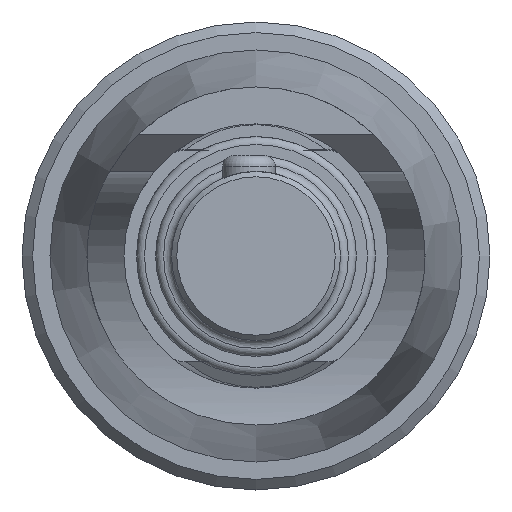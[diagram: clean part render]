
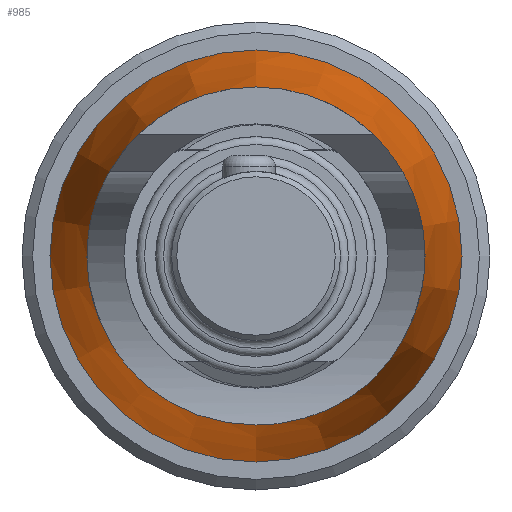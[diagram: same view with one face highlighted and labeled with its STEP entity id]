
A CAD part, left-side view. The second image highlights one B-rep face of the part: STEP entity #985.
In plain terms, the highlighted conical face has half-angle 9.926 degrees and reference radius 19.5 mm.
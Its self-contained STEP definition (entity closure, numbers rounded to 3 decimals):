
#161=CONICAL_SURFACE('',#1098,19.5,0.173);
#182=B_SPLINE_CURVE_WITH_KNOTS('',3,(#1684,#1685,#1686,#1687,#1688,#1689,
#1690,#1691,#1692,#1693,#1694),.UNSPECIFIED.,.F.,.U.,(4,1,1,1,1,1,1,1,4),
(0.,0.004,0.008,0.013,
0.017,0.021,0.025,0.029,
0.033),.UNSPECIFIED.);
#265=CIRCLE('',#1097,19.5);
#266=CIRCLE('',#1099,16.);
#335=VERTEX_POINT('',#1679);
#336=VERTEX_POINT('',#1680);
#337=VERTEX_POINT('',#1683);
#338=VERTEX_POINT('',#1695);
#339=VERTEX_POINT('',#1697);
#340=VERTEX_POINT('',#1698);
#380=VECTOR('',#1332,1.);
#419=LINE('',#1682,#380);
#536=EDGE_CURVE('',#335,#336,#265,.T.);
#537=EDGE_CURVE('',#336,#335,#265,.T.);
#538=EDGE_CURVE('',#335,#337,#419,.T.);
#539=EDGE_CURVE('',#337,#338,#182,.T.);
#540=EDGE_CURVE('',#339,#338,#266,.T.);
#541=EDGE_CURVE('',#340,#339,#266,.T.);
#542=EDGE_CURVE('',#340,#337,#182,.T.);
#777=ORIENTED_EDGE('',*,*,#538,.T.);
#778=ORIENTED_EDGE('',*,*,#539,.T.);
#779=ORIENTED_EDGE('',*,*,#540,.F.);
#780=ORIENTED_EDGE('',*,*,#541,.F.);
#781=ORIENTED_EDGE('',*,*,#542,.T.);
#782=ORIENTED_EDGE('',*,*,#538,.F.);
#783=ORIENTED_EDGE('',*,*,#536,.T.);
#784=ORIENTED_EDGE('',*,*,#537,.T.);
#867=EDGE_LOOP('',(#777,#778,#779,#780,#781,#782,#783,#784));
#928=FACE_BOUND('',#867,.T.);
#985=ADVANCED_FACE('',(#928),#161,.T.);
#1097=AXIS2_PLACEMENT_3D('',#1678,#1328,#1329);
#1098=AXIS2_PLACEMENT_3D('',#1681,#1330,#1331);
#1099=AXIS2_PLACEMENT_3D('',#1696,#1333,#1334);
#1328=DIRECTION('',(-1.,0.,0.));
#1329=DIRECTION('',(0.,0.,19.5));
#1330=DIRECTION('',(1.,0.,0.));
#1331=DIRECTION('',(0.,0.,-19.5));
#1332=DIRECTION('',(-0.985,0.,0.172));
#1333=DIRECTION('',(-1.,0.,0.));
#1334=DIRECTION('',(0.,0.,16.));
#1678=CARTESIAN_POINT('',(-71.,0.,0.));
#1679=CARTESIAN_POINT('',(-71.,0.,-19.5));
#1680=CARTESIAN_POINT('',(-71.,0.,19.5));
#1681=CARTESIAN_POINT('',(-71.,0.,0.));
#1682=CARTESIAN_POINT('',(-93.043,0.,-15.642));
#1683=CARTESIAN_POINT('',(-91.,0.,-16.));
#1684=CARTESIAN_POINT('',(-91.,-13.856,-8.));
#1685=CARTESIAN_POINT('',(-90.749,-13.197,-9.23));
#1686=CARTESIAN_POINT('',(-90.528,-11.524,-11.48));
#1687=CARTESIAN_POINT('',(-90.666,-8.131,-14.063));
#1688=CARTESIAN_POINT('',(-90.922,-4.205,-15.643));
#1689=CARTESIAN_POINT('',(-91.039,0.004,-16.179));
#1690=CARTESIAN_POINT('',(-90.922,4.211,-15.642));
#1691=CARTESIAN_POINT('',(-90.667,8.13,-14.059));
#1692=CARTESIAN_POINT('',(-90.527,11.493,-11.513));
#1693=CARTESIAN_POINT('',(-90.749,13.197,-9.23));
#1694=CARTESIAN_POINT('',(-91.,13.856,-8.));
#1695=CARTESIAN_POINT('',(-91.,13.856,-8.));
#1696=CARTESIAN_POINT('',(-91.,0.,0.));
#1697=CARTESIAN_POINT('',(-91.,0.,16.));
#1698=CARTESIAN_POINT('',(-91.,-13.856,-8.));
